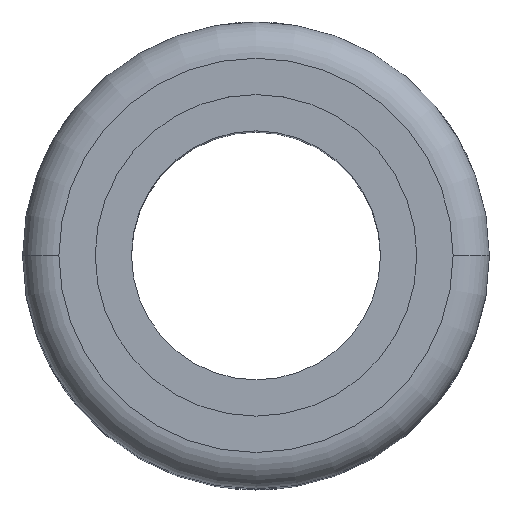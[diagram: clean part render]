
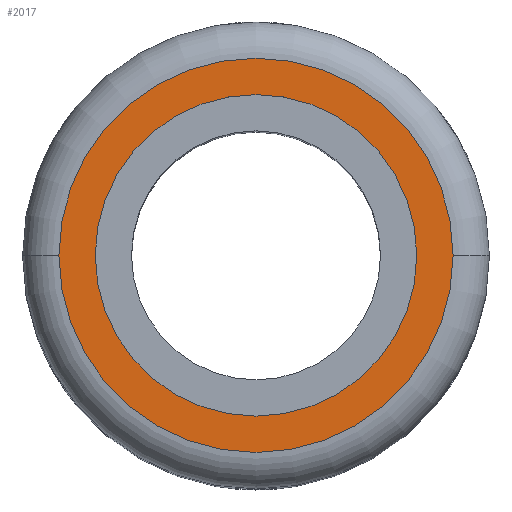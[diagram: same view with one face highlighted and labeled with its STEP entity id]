
A CAD part, top view. The second image highlights one B-rep face of the part: STEP entity #2017.
In plain terms, the highlighted planar face has unit normal (0, 0, 1).
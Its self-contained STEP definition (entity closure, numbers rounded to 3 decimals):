
#6 = AXIS2_PLACEMENT_3D ( 'NONE', #1654, #1656, #1657 ) ;
#72 = ORIENTED_EDGE ( 'NONE', *, *, #962, .F. ) ;
#77 = ORIENTED_EDGE ( 'NONE', *, *, #1022, .F. ) ;
#88 = ORIENTED_EDGE ( 'NONE', *, *, #985, .T. ) ;
#89 = ORIENTED_EDGE ( 'NONE', *, *, #1027, .T. ) ;
#305 = EDGE_LOOP ( 'NONE', ( #77, #72 ) ) ;
#311 = EDGE_LOOP ( 'NONE', ( #88, #89 ) ) ;
#396 = CIRCLE ( 'NONE', #1029, 5.167 ) ;
#417 = CIRCLE ( 'NONE', #1040, 6.333 ) ;
#450 = CIRCLE ( 'NONE', #990, 5.167 ) ;
#457 = CIRCLE ( 'NONE', #902, 6.333 ) ;
#506 = CARTESIAN_POINT ( 'NONE',  ( 5.167, 0., 12. ) ) ;
#512 = VERTEX_POINT ( 'NONE', #580 ) ;
#513 = VERTEX_POINT ( 'NONE', #506 ) ;
#546 = VERTEX_POINT ( 'NONE', #611 ) ;
#550 = VERTEX_POINT ( 'NONE', #615 ) ;
#580 = CARTESIAN_POINT ( 'NONE',  ( -5.167, 0., 12. ) ) ;
#611 = CARTESIAN_POINT ( 'NONE',  ( 6.333, 0., 12. ) ) ;
#615 = CARTESIAN_POINT ( 'NONE',  ( -6.333, 0., 12. ) ) ;
#859 = CARTESIAN_POINT ( 'NONE',  ( 0., 0., 12. ) ) ;
#860 = DIRECTION ( 'NONE',  ( 0., 0., 1. ) ) ;
#861 = DIRECTION ( 'NONE',  ( 1., 0., 0. ) ) ;
#902 = AXIS2_PLACEMENT_3D ( 'NONE', #1503, #1505, #1506 ) ;
#962 = EDGE_CURVE ( 'NONE', #512, #513, #396, .T. ) ;
#985 = EDGE_CURVE ( 'NONE', #546, #550, #417, .T. ) ;
#990 = AXIS2_PLACEMENT_3D ( 'NONE', #1493, #1494, #1495 ) ;
#1022 = EDGE_CURVE ( 'NONE', #513, #512, #450, .T. ) ;
#1027 = EDGE_CURVE ( 'NONE', #550, #546, #457, .T. ) ;
#1029 = AXIS2_PLACEMENT_3D ( 'NONE', #859, #860, #861 ) ;
#1040 = AXIS2_PLACEMENT_3D ( 'NONE', #1398, #1399, #1400 ) ;
#1080 = FACE_BOUND ( 'NONE', #305, .T. ) ;
#1088 = FACE_OUTER_BOUND ( 'NONE', #311, .T. ) ;
#1398 = CARTESIAN_POINT ( 'NONE',  ( 0., 0., 12. ) ) ;
#1399 = DIRECTION ( 'NONE',  ( 0., 0., 1. ) ) ;
#1400 = DIRECTION ( 'NONE',  ( 1., 0., 0. ) ) ;
#1493 = CARTESIAN_POINT ( 'NONE',  ( 0., 0., 12. ) ) ;
#1494 = DIRECTION ( 'NONE',  ( 0., 0., 1. ) ) ;
#1495 = DIRECTION ( 'NONE',  ( 1., 0., 0. ) ) ;
#1503 = CARTESIAN_POINT ( 'NONE',  ( 0., 0., 12. ) ) ;
#1505 = DIRECTION ( 'NONE',  ( 0., 0., 1. ) ) ;
#1506 = DIRECTION ( 'NONE',  ( 1., 0., 0. ) ) ;
#1654 = CARTESIAN_POINT ( 'NONE',  ( 0., 5.167, 12. ) ) ;
#1655 = PLANE ( 'NONE',  #6 ) ;
#1656 = DIRECTION ( 'NONE',  ( 0., 0., -1. ) ) ;
#1657 = DIRECTION ( 'NONE',  ( -1., 0., 0. ) ) ;
#2017 = ADVANCED_FACE ( 'NONE', ( #1080, #1088 ), #1655, .F. ) ;
